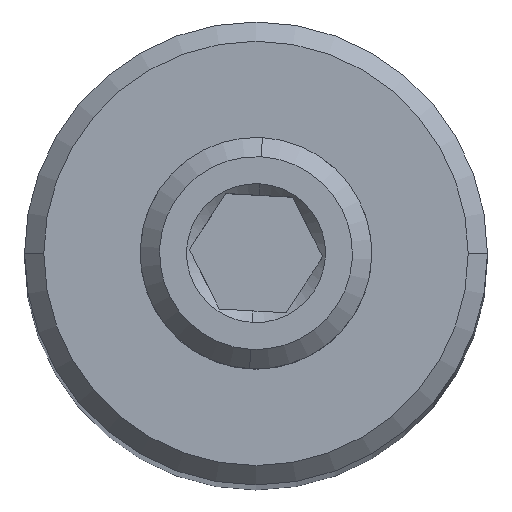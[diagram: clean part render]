
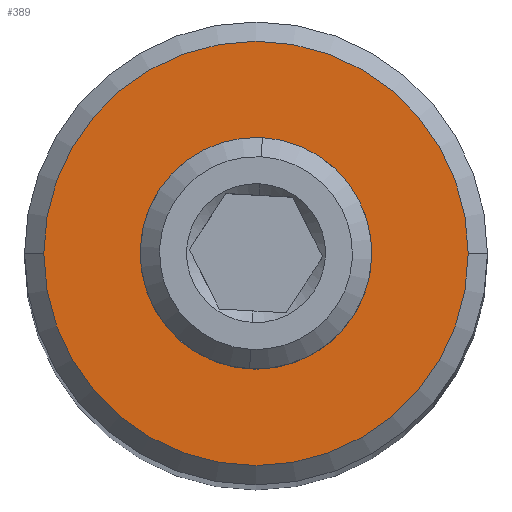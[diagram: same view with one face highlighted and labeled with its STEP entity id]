
A CAD part, top view. The second image highlights one B-rep face of the part: STEP entity #389.
In plain terms, the highlighted planar face has unit normal (0, 0, 1).
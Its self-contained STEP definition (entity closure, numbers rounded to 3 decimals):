
#67 = CIRCLE ( 'NONE', #496, 1.5 ) ;
#68 = DIRECTION ( 'NONE',  ( 1., 0., 0. ) ) ;
#93 = EDGE_CURVE ( 'NONE', #816, #978, #456, .T. ) ;
#102 = FACE_OUTER_BOUND ( 'NONE', #463, .T. ) ;
#134 = ORIENTED_EDGE ( 'NONE', *, *, #712, .F. ) ;
#219 = CARTESIAN_POINT ( 'NONE',  ( 0., 0., 19. ) ) ;
#362 = DIRECTION ( 'NONE',  ( 1., 0., 0. ) ) ;
#377 = AXIS2_PLACEMENT_3D ( 'NONE', #693, #1579, #68 ) ;
#388 = EDGE_CURVE ( 'NONE', #620, #1224, #1424, .T. ) ;
#389 = ADVANCED_FACE ( 'NONE', ( #102, #1272 ), #1241, .T. ) ;
#456 = CIRCLE ( 'NONE', #1597, 1.5 ) ;
#463 = EDGE_LOOP ( 'NONE', ( #1166, #1145 ) ) ;
#476 = CARTESIAN_POINT ( 'NONE',  ( -1.5, 0., 19. ) ) ;
#496 = AXIS2_PLACEMENT_3D ( 'NONE', #1641, #1381, #1254 ) ;
#620 = VERTEX_POINT ( 'NONE', #1472 ) ;
#693 = CARTESIAN_POINT ( 'NONE',  ( 0., 0., 19. ) ) ;
#712 = EDGE_CURVE ( 'NONE', #978, #816, #67, .T. ) ;
#714 = CARTESIAN_POINT ( 'NONE',  ( -2.75, 0., 19. ) ) ;
#765 = DIRECTION ( 'NONE',  ( 1., 0., 0. ) ) ;
#816 = VERTEX_POINT ( 'NONE', #1457 ) ;
#825 = EDGE_CURVE ( 'NONE', #1224, #620, #1531, .T. ) ;
#841 = DIRECTION ( 'NONE',  ( 0., 0., 1. ) ) ;
#978 = VERTEX_POINT ( 'NONE', #476 ) ;
#987 = CARTESIAN_POINT ( 'NONE',  ( 0., 0., 19. ) ) ;
#992 = DIRECTION ( 'NONE',  ( 0., 0., 1. ) ) ;
#1118 = CARTESIAN_POINT ( 'NONE',  ( 0., 0., 19. ) ) ;
#1145 = ORIENTED_EDGE ( 'NONE', *, *, #388, .T. ) ;
#1166 = ORIENTED_EDGE ( 'NONE', *, *, #825, .T. ) ;
#1224 = VERTEX_POINT ( 'NONE', #714 ) ;
#1241 = PLANE ( 'NONE',  #1590 ) ;
#1254 = DIRECTION ( 'NONE',  ( 1., 0., 0. ) ) ;
#1262 = DIRECTION ( 'NONE',  ( 0., 0., 1. ) ) ;
#1272 = FACE_BOUND ( 'NONE', #1619, .T. ) ;
#1297 = AXIS2_PLACEMENT_3D ( 'NONE', #219, #841, #362 ) ;
#1332 = ORIENTED_EDGE ( 'NONE', *, *, #93, .F. ) ;
#1367 = DIRECTION ( 'NONE',  ( 1., 0., 0. ) ) ;
#1381 = DIRECTION ( 'NONE',  ( 0., 0., 1. ) ) ;
#1424 = CIRCLE ( 'NONE', #1297, 2.75 ) ;
#1457 = CARTESIAN_POINT ( 'NONE',  ( 1.5, 0., 19. ) ) ;
#1472 = CARTESIAN_POINT ( 'NONE',  ( 2.75, 0., 19. ) ) ;
#1531 = CIRCLE ( 'NONE', #377, 2.75 ) ;
#1579 = DIRECTION ( 'NONE',  ( 0., 0., 1. ) ) ;
#1590 = AXIS2_PLACEMENT_3D ( 'NONE', #987, #992, #1367 ) ;
#1597 = AXIS2_PLACEMENT_3D ( 'NONE', #1118, #1262, #765 ) ;
#1619 = EDGE_LOOP ( 'NONE', ( #1332, #134 ) ) ;
#1641 = CARTESIAN_POINT ( 'NONE',  ( 0., 0., 19. ) ) ;
